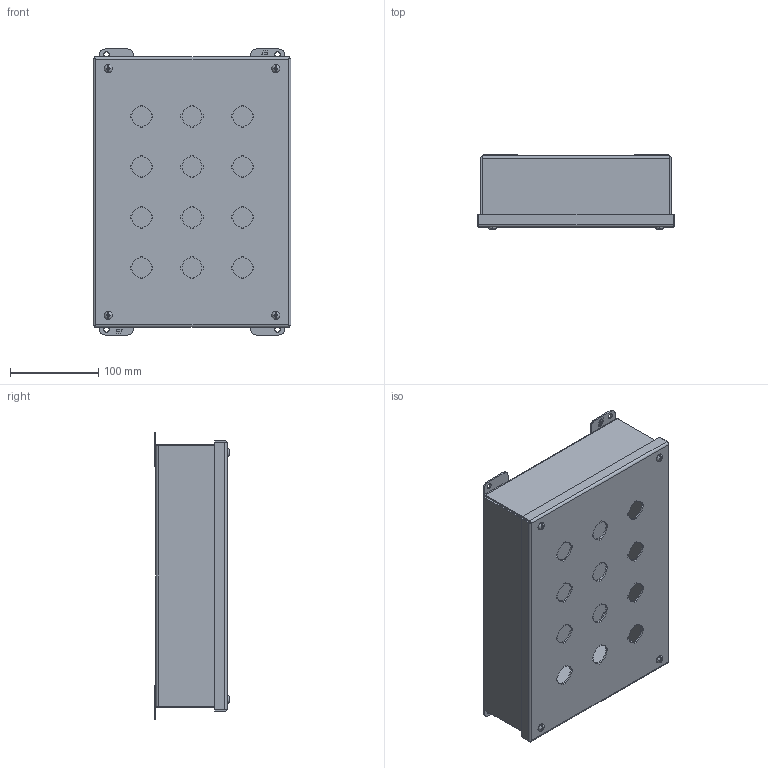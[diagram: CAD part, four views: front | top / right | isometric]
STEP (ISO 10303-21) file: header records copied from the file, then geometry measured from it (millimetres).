
FILE_DESCRIPTION (( 'STEP AP203' ), '1' );
FILE_NAME ('1435MS16O_Default.step', '2019-11-08T16:42:09', ( '' ), ( '' ), 'SwSTEP 2.0', 'SolidWorks 2019', '' );
FILE_SCHEMA (( 'CONFIG_CONTROL_DESIGN' ));
Length unit declared in the file: inch
Products named in the file (1): 1435MS16O_Default
Bounding box: 223.77 x 85.19 x 323.85 mm (x, y, z)
Volume: 481663.4 mm3; surface area: 503658.9 mm2
Topology: 23 solids, 23 shells, 797 faces, 2104 edges, 1369 vertices
Faces by surface type: plane 567, cylinder 200, cone 14, torus 8, bspline 8
Entity records: 24935 total; most frequent: CARTESIAN_POINT 4861, ORIENTED_EDGE 4204, DIRECTION 4038, EDGE_CURVE 2102, VECTOR 1554, LINE 1554, VERTEX_POINT 1369, AXIS2_PLACEMENT_3D 1242
